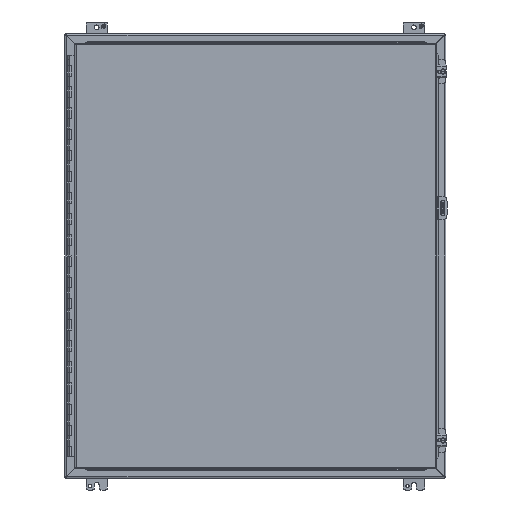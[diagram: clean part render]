
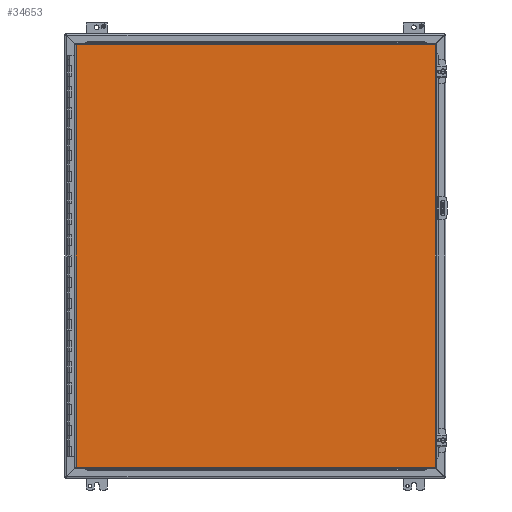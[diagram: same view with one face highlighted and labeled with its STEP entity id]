
A CAD part, front view. The second image highlights one B-rep face of the part: STEP entity #34653.
In plain terms, the highlighted planar face has unit normal (0, -1, 0).
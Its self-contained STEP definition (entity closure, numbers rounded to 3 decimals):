
#646 = EDGE_LOOP ( 'NONE', ( #34167, #28244, #21230, #6895 ) ) ;
#1983 = CARTESIAN_POINT ( 'NONE',  ( 17.017, -11.185, 19.995 ) ) ;
#2815 = CARTESIAN_POINT ( 'NONE',  ( 17.017, -11.185, -19.995 ) ) ;
#3157 = VERTEX_POINT ( 'NONE', #43642 ) ;
#4170 = LINE ( 'NONE', #45486, #22504 ) ;
#5533 = EDGE_CURVE ( 'NONE', #44697, #39262, #17043, .T. ) ;
#6742 = DIRECTION ( 'NONE',  ( 0., 0., 1. ) ) ;
#6895 = ORIENTED_EDGE ( 'NONE', *, *, #44656, .F. ) ;
#9720 = DIRECTION ( 'NONE',  ( 1., 0., 0. ) ) ;
#10415 = DIRECTION ( 'NONE',  ( 0., -1., 0. ) ) ;
#12875 = AXIS2_PLACEMENT_3D ( 'NONE', #25527, #10415, #44431 ) ;
#14464 = FACE_OUTER_BOUND ( 'NONE', #646, .T. ) ;
#17043 = LINE ( 'NONE', #36425, #43062 ) ;
#17327 = DIRECTION ( 'NONE',  ( 0., 0., -1. ) ) ;
#21230 = ORIENTED_EDGE ( 'NONE', *, *, #48858, .F. ) ;
#21756 = PLANE ( 'NONE',  #12875 ) ;
#22504 = VECTOR ( 'NONE', #22546, 39.37 ) ;
#22546 = DIRECTION ( 'NONE',  ( -1., 0., 0. ) ) ;
#23293 = CARTESIAN_POINT ( 'NONE',  ( -16.955, -11.185, 19.995 ) ) ;
#25527 = CARTESIAN_POINT ( 'NONE',  ( -16.955, -11.185, -19.995 ) ) ;
#25873 = LINE ( 'NONE', #41223, #26774 ) ;
#26774 = VECTOR ( 'NONE', #6742, 39.37 ) ;
#28244 = ORIENTED_EDGE ( 'NONE', *, *, #5533, .F. ) ;
#34167 = ORIENTED_EDGE ( 'NONE', *, *, #38313, .F. ) ;
#34653 = ADVANCED_FACE ( 'NONE', ( #14464 ), #21756, .T. ) ;
#35080 = VERTEX_POINT ( 'NONE', #2815 ) ;
#36425 = CARTESIAN_POINT ( 'NONE',  ( -16.955, -11.185, 19.995 ) ) ;
#38313 = EDGE_CURVE ( 'NONE', #39262, #35080, #47298, .T. ) ;
#39262 = VERTEX_POINT ( 'NONE', #45836 ) ;
#41223 = CARTESIAN_POINT ( 'NONE',  ( -16.955, -11.185, -19.995 ) ) ;
#42788 = VECTOR ( 'NONE', #17327, 39.37 ) ;
#43062 = VECTOR ( 'NONE', #9720, 39.37 ) ;
#43642 = CARTESIAN_POINT ( 'NONE',  ( -16.955, -11.185, -19.995 ) ) ;
#44431 = DIRECTION ( 'NONE',  ( 0., 0., -1. ) ) ;
#44656 = EDGE_CURVE ( 'NONE', #35080, #3157, #4170, .T. ) ;
#44697 = VERTEX_POINT ( 'NONE', #23293 ) ;
#45486 = CARTESIAN_POINT ( 'NONE',  ( 17.017, -11.185, -19.995 ) ) ;
#45836 = CARTESIAN_POINT ( 'NONE',  ( 17.017, -11.185, 19.995 ) ) ;
#47298 = LINE ( 'NONE', #1983, #42788 ) ;
#48858 = EDGE_CURVE ( 'NONE', #3157, #44697, #25873, .T. ) ;
